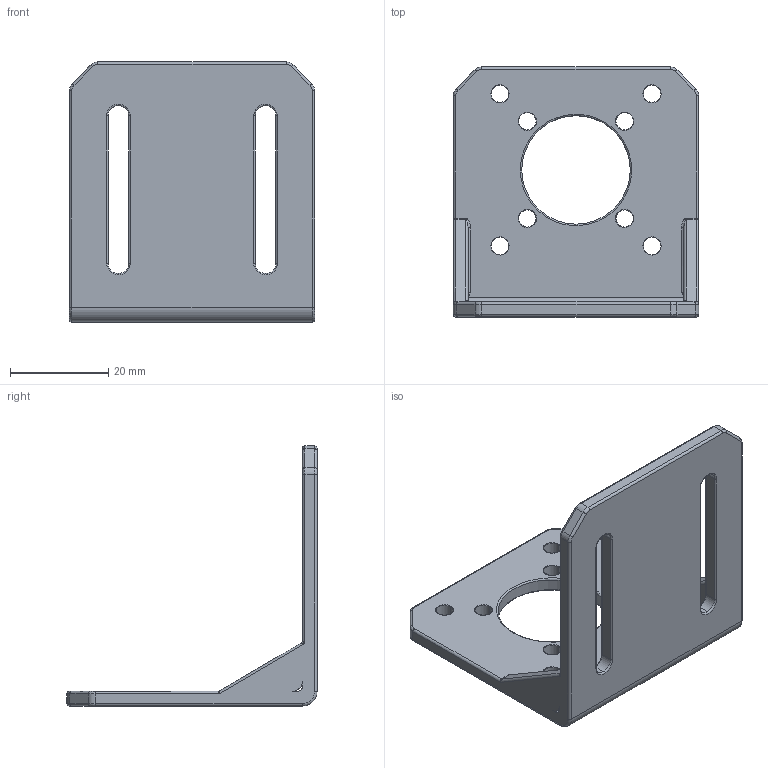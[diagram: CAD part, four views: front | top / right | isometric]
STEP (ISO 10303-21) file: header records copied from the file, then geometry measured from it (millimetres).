
FILE_DESCRIPTION (( 'STEP AP214' ), '1' );
FILE_NAME ('ST-M1.STEP', '2018-03-17T05:23:31', ( '' ), ( '' ), 'SwSTEP 2.0', 'SolidWorks 2014', '' );
FILE_SCHEMA (( 'AUTOMOTIVE_DESIGN' ));
Length unit declared in the file: millimetre
Products named in the file (1): ST-M1
Bounding box: 50 x 51 x 53 mm (x, y, z)
Volume: 13159.7 mm3; surface area: 10345 mm2
Topology: 1 solids, 1 shells, 170 faces, 406 edges, 232 vertices
Faces by surface type: cylinder 76, bspline 74, plane 20
Entity records: 8734 total; most frequent: CARTESIAN_POINT 3269, ORIENTED_EDGE 804, DIRECTION 690, EDGE_CURVE 402, AXIS2_PLACEMENT_3D 277, VERTEX_POINT 232, EDGE_LOOP 194, CIRCLE 180
